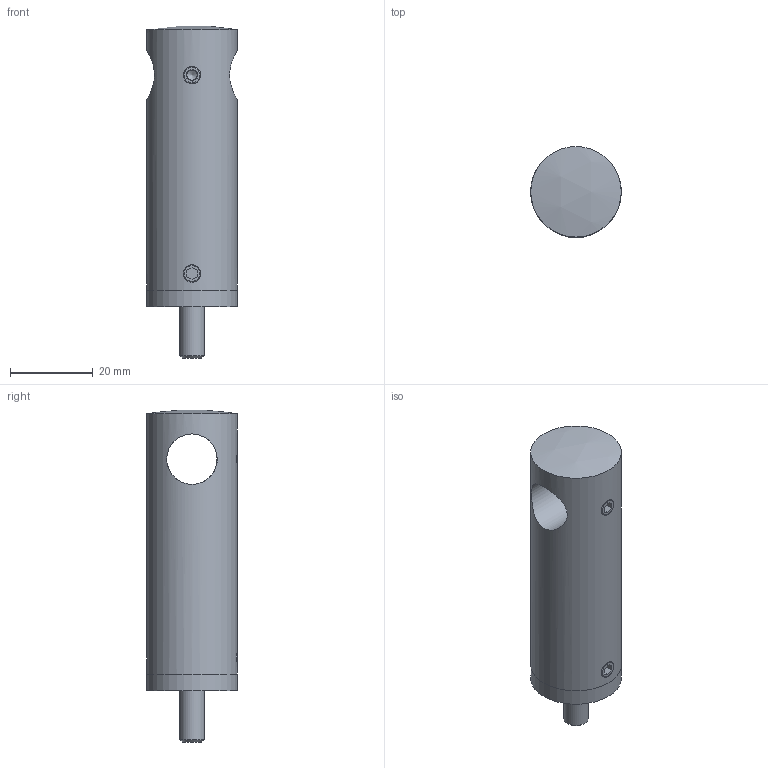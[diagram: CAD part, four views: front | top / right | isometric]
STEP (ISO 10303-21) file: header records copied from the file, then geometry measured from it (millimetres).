
FILE_DESCRIPTION (( 'STEP AP203' ), '1' );
FILE_NAME ('50417-240A.step', '2023-04-20T09:31:48', ( '' ), ( '' ), 'SwSTEP 2.0', 'SolidWorks 2018', '' );
FILE_SCHEMA (( 'CONFIG_CONTROL_DESIGN' ));
Length unit declared in the file: millimetre
Products named in the file (6): DIN914_DIN 914 M5x5; DIN913_DIN 913 M5x5; 504XX-240A Teil2_50417-240 Teil2; 50417-240A; 504XX-240A Teil1_50417-240A Teil1; DIN7991 M6x25_DIN7991 M6x25
Assembly tree (5 placements, depth 2):
  50417-240A
    504XX-240A Teil1_50417-240A Teil1
    504XX-240A Teil2_50417-240 Teil2
    DIN7991 M6x25_DIN7991 M6x25
    DIN913_DIN 913 M5x5
    DIN914_DIN 914 M5x5
Bounding box: 21.9 x 21.9 x 80.34 mm (x, y, z)
Volume: 22090.7 mm3; surface area: 8713.7 mm2
Topology: 5 solids, 5 shells, 296 faces, 750 edges, 492 vertices
Faces by surface type: plane 188, bspline 80, cylinder 14, cone 12, sphere 1, torus 1
Full cylindrical faces by diameter (mm): 4.2 x2, 5 x2, 6 x1, 6.5 x1, 12 x4, 12.2 x1, 18 x1, 21.9 x2
Entity records: 14101 total; most frequent: CARTESIAN_POINT 7025, ORIENTED_EDGE 1424, DIRECTION 1037, EDGE_CURVE 712, VECTOR 503, LINE 503, VERTEX_POINT 483, EDGE_LOOP 361
